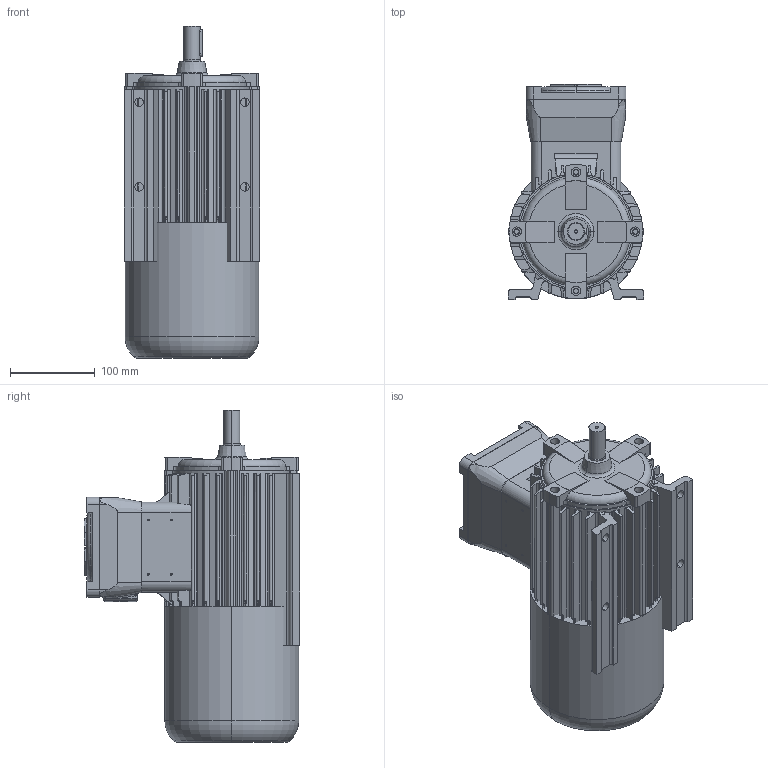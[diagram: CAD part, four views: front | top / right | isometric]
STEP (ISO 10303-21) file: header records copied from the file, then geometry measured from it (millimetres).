
FILE_DESCRIPTION (( 'STEP AP214' ), '1' );
FILE_NAME ('ASA 80d B3 L392.STEP', '2021-08-06T09:00:09', ( '' ), ( '' ), 'SwSTEP 2.0', 'SolidWorks 2021', '' );
FILE_SCHEMA (( 'AUTOMOTIVE_DESIGN' ));
Length unit declared in the file: millimetre
Products named in the file (1): ASA 80d B3 L392
Bounding box: 160 x 254 x 392 mm (x, y, z)
Surface area: 839921.5 mm2 (no closed solid volume)
Topology: 0 solids, 6 shells, 1031 faces, 3155 edges, 2096 vertices
Faces by surface type: plane 568, cylinder 321, bspline 50, sphere 34, cone 31, torus 27
Entity records: 51544 total; most frequent: CARTESIAN_POINT 12768, ORIENTED_EDGE 5739, DIRECTION 5253, EDGE_CURVE 3137, VERTEX_POINT 2088, LINE 1905, VECTOR 1905, AXIS2_PLACEMENT_3D 1674
